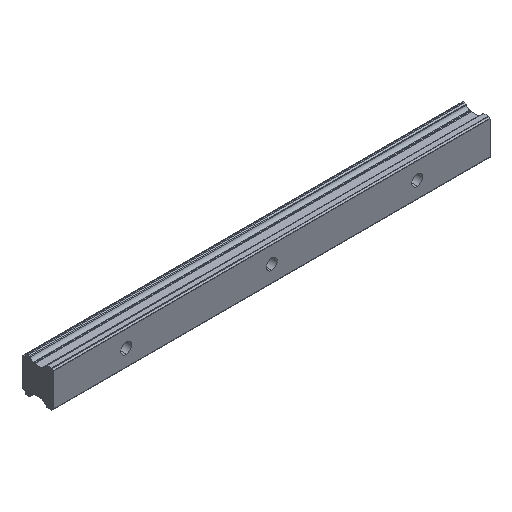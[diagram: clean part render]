
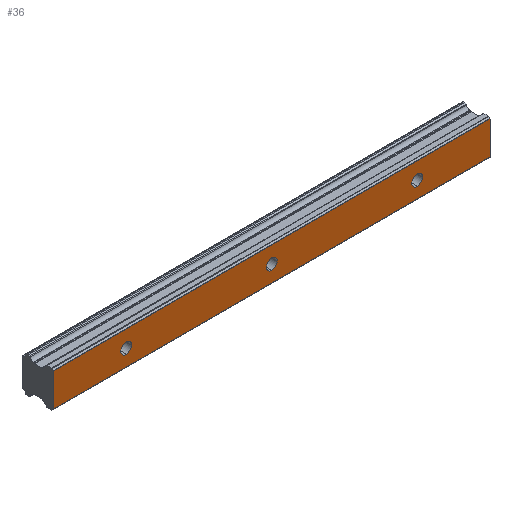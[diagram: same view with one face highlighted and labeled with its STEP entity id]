
A CAD part, isometric view. The second image highlights one B-rep face of the part: STEP entity #36.
In plain terms, the highlighted planar face has unit normal (0, -1, 0).
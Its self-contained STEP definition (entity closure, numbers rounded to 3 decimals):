
#3 = VERTEX_POINT ( 'NONE', #732 ) ;
#36 = ADVANCED_FACE ( 'NONE', ( #1819, #1659, #1450, #540 ), #1154, .F. ) ;
#67 = CARTESIAN_POINT ( 'NONE',  ( 150., 0., -6.786 ) ) ;
#105 = DIRECTION ( 'NONE',  ( 0., -1., 0. ) ) ;
#106 = DIRECTION ( 'NONE',  ( 0., 1., 0. ) ) ;
#110 = VERTEX_POINT ( 'NONE', #1991 ) ;
#116 = EDGE_CURVE ( 'NONE', #1902, #820, #265, .T. ) ;
#126 = AXIS2_PLACEMENT_3D ( 'NONE', #1506, #106, #266 ) ;
#153 = ORIENTED_EDGE ( 'NONE', *, *, #787, .F. ) ;
#154 = DIRECTION ( 'NONE',  ( 0., 0., 1. ) ) ;
#224 = CARTESIAN_POINT ( 'NONE',  ( 150., 0., -6.786 ) ) ;
#237 = DIRECTION ( 'NONE',  ( 0., 0., 1. ) ) ;
#249 = CARTESIAN_POINT ( 'NONE',  ( 150., 0., 6.786 ) ) ;
#260 = DIRECTION ( 'NONE',  ( 0., -1., 0. ) ) ;
#265 = CIRCLE ( 'NONE', #566, 2.25 ) ;
#266 = DIRECTION ( 'NONE',  ( 0., 0., 1. ) ) ;
#270 = VERTEX_POINT ( 'NONE', #224 ) ;
#272 = AXIS2_PLACEMENT_3D ( 'NONE', #1695, #1982, #1511 ) ;
#273 = DIRECTION ( 'NONE',  ( 0., 0., 1. ) ) ;
#282 = VERTEX_POINT ( 'NONE', #858 ) ;
#296 = ORIENTED_EDGE ( 'NONE', *, *, #116, .F. ) ;
#342 = CARTESIAN_POINT ( 'NONE',  ( 120., 0., 2.25 ) ) ;
#350 = LINE ( 'NONE', #67, #986 ) ;
#373 = ORIENTED_EDGE ( 'NONE', *, *, #1271, .F. ) ;
#402 = EDGE_CURVE ( 'NONE', #820, #1902, #1960, .T. ) ;
#452 = DIRECTION ( 'NONE',  ( 0., -1., 0. ) ) ;
#453 = VERTEX_POINT ( 'NONE', #1272 ) ;
#470 = LINE ( 'NONE', #1092, #1533 ) ;
#540 = FACE_BOUND ( 'NONE', #739, .T. ) ;
#544 = CARTESIAN_POINT ( 'NONE',  ( 0., 0., -2.25 ) ) ;
#566 = AXIS2_PLACEMENT_3D ( 'NONE', #1487, #260, #237 ) ;
#573 = CIRCLE ( 'NONE', #1702, 2.25 ) ;
#579 = ORIENTED_EDGE ( 'NONE', *, *, #1567, .F. ) ;
#589 = EDGE_LOOP ( 'NONE', ( #1842, #153, #1405, #1358 ) ) ;
#660 = EDGE_LOOP ( 'NONE', ( #296, #1542 ) ) ;
#670 = CARTESIAN_POINT ( 'NONE',  ( 60., 0., 0. ) ) ;
#673 = DIRECTION ( 'NONE',  ( -1., 0., 0. ) ) ;
#698 = DIRECTION ( 'NONE',  ( 0., -1., 0. ) ) ;
#706 = EDGE_CURVE ( 'NONE', #270, #1191, #350, .T. ) ;
#707 = EDGE_LOOP ( 'NONE', ( #781, #373 ) ) ;
#732 = CARTESIAN_POINT ( 'NONE',  ( 60., 0., 2.25 ) ) ;
#739 = EDGE_LOOP ( 'NONE', ( #2001, #579 ) ) ;
#742 = CARTESIAN_POINT ( 'NONE',  ( 120., 0., -2.25 ) ) ;
#751 = EDGE_CURVE ( 'NONE', #1191, #110, #1744, .T. ) ;
#754 = DIRECTION ( 'NONE',  ( 0., 0., 1. ) ) ;
#781 = ORIENTED_EDGE ( 'NONE', *, *, #907, .F. ) ;
#787 = EDGE_CURVE ( 'NONE', #1878, #270, #1815, .T. ) ;
#820 = VERTEX_POINT ( 'NONE', #742 ) ;
#858 = CARTESIAN_POINT ( 'NONE',  ( 60., 0., -2.25 ) ) ;
#893 = AXIS2_PLACEMENT_3D ( 'NONE', #895, #105, #754 ) ;
#894 = AXIS2_PLACEMENT_3D ( 'NONE', #1531, #1556, #154 ) ;
#895 = CARTESIAN_POINT ( 'NONE',  ( 120., 0., 0. ) ) ;
#898 = AXIS2_PLACEMENT_3D ( 'NONE', #670, #698, #1324 ) ;
#907 = EDGE_CURVE ( 'NONE', #453, #1073, #926, .T. ) ;
#926 = CIRCLE ( 'NONE', #894, 2.25 ) ;
#978 = CARTESIAN_POINT ( 'NONE',  ( -30., 0., 6.786 ) ) ;
#986 = VECTOR ( 'NONE', #673, 1000. ) ;
#1057 = VECTOR ( 'NONE', #1687, 1000. ) ;
#1073 = VERTEX_POINT ( 'NONE', #544 ) ;
#1092 = CARTESIAN_POINT ( 'NONE',  ( 150., 0., 6.786 ) ) ;
#1136 = CARTESIAN_POINT ( 'NONE',  ( -30., 0., -6.786 ) ) ;
#1149 = CIRCLE ( 'NONE', #272, 2.25 ) ;
#1154 = PLANE ( 'NONE',  #126 ) ;
#1191 = VERTEX_POINT ( 'NONE', #1136 ) ;
#1225 = DIRECTION ( 'NONE',  ( 0., 0., -1. ) ) ;
#1251 = CIRCLE ( 'NONE', #898, 2.25 ) ;
#1271 = EDGE_CURVE ( 'NONE', #1073, #453, #1149, .T. ) ;
#1272 = CARTESIAN_POINT ( 'NONE',  ( 0., 0., 2.25 ) ) ;
#1320 = EDGE_CURVE ( 'NONE', #3, #282, #573, .T. ) ;
#1324 = DIRECTION ( 'NONE',  ( 0., 0., 1. ) ) ;
#1358 = ORIENTED_EDGE ( 'NONE', *, *, #751, .F. ) ;
#1405 = ORIENTED_EDGE ( 'NONE', *, *, #1416, .F. ) ;
#1416 = EDGE_CURVE ( 'NONE', #110, #1878, #470, .T. ) ;
#1450 = FACE_BOUND ( 'NONE', #660, .T. ) ;
#1487 = CARTESIAN_POINT ( 'NONE',  ( 120., 0., 0. ) ) ;
#1506 = CARTESIAN_POINT ( 'NONE',  ( 150., 0., 6.786 ) ) ;
#1511 = DIRECTION ( 'NONE',  ( 0., 0., 1. ) ) ;
#1528 = CARTESIAN_POINT ( 'NONE',  ( 60., 0., 0. ) ) ;
#1531 = CARTESIAN_POINT ( 'NONE',  ( 0., 0., 0. ) ) ;
#1533 = VECTOR ( 'NONE', #1562, 1000. ) ;
#1542 = ORIENTED_EDGE ( 'NONE', *, *, #402, .F. ) ;
#1546 = CARTESIAN_POINT ( 'NONE',  ( 150., 0., 6.786 ) ) ;
#1556 = DIRECTION ( 'NONE',  ( 0., -1., 0. ) ) ;
#1562 = DIRECTION ( 'NONE',  ( 1., 0., 0. ) ) ;
#1567 = EDGE_CURVE ( 'NONE', #282, #3, #1251, .T. ) ;
#1659 = FACE_BOUND ( 'NONE', #707, .T. ) ;
#1687 = DIRECTION ( 'NONE',  ( 0., 0., 1. ) ) ;
#1695 = CARTESIAN_POINT ( 'NONE',  ( 0., 0., 0. ) ) ;
#1702 = AXIS2_PLACEMENT_3D ( 'NONE', #1528, #452, #273 ) ;
#1744 = LINE ( 'NONE', #978, #1057 ) ;
#1815 = LINE ( 'NONE', #249, #1963 ) ;
#1819 = FACE_OUTER_BOUND ( 'NONE', #589, .T. ) ;
#1842 = ORIENTED_EDGE ( 'NONE', *, *, #706, .F. ) ;
#1878 = VERTEX_POINT ( 'NONE', #1546 ) ;
#1902 = VERTEX_POINT ( 'NONE', #342 ) ;
#1960 = CIRCLE ( 'NONE', #893, 2.25 ) ;
#1963 = VECTOR ( 'NONE', #1225, 1000. ) ;
#1982 = DIRECTION ( 'NONE',  ( 0., -1., 0. ) ) ;
#1991 = CARTESIAN_POINT ( 'NONE',  ( -30., 0., 6.786 ) ) ;
#2001 = ORIENTED_EDGE ( 'NONE', *, *, #1320, .F. ) ;
